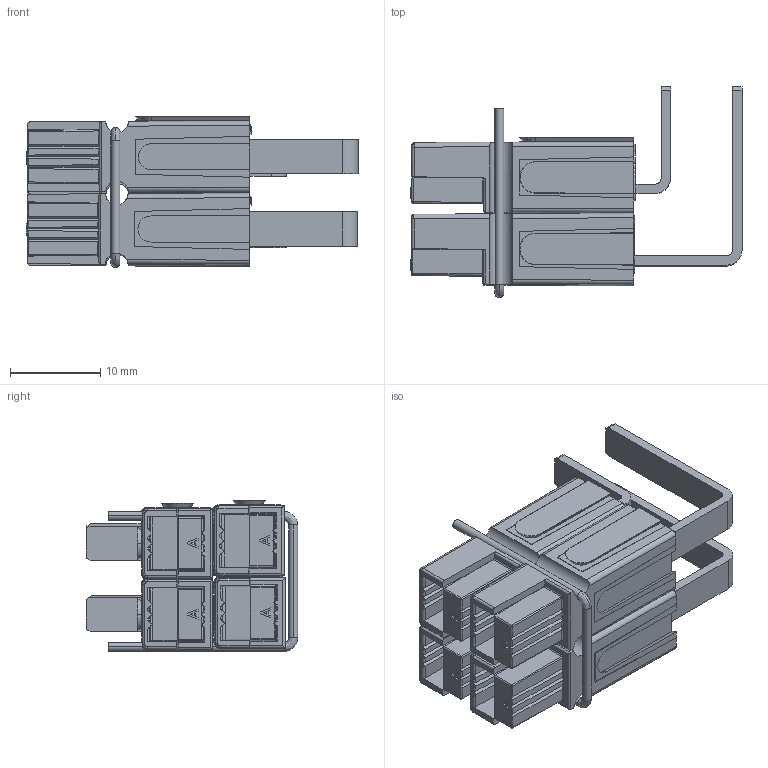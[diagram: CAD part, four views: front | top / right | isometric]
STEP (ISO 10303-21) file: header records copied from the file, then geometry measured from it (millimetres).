
FILE_DESCRIPTION(('FreeCAD Model'),'2;1');
FILE_NAME('Open CASCADE Shape Model','2022-02-14T15:36:21',(''),(''), 'Open CASCADE STEP processor 7.5','FreeCAD','Unknown');
FILE_SCHEMA(('AUTOMOTIVE_DESIGN { 1 0 10303 214 1 1 1 1 }'));
Length unit declared in the file: millimetre
Products named in the file (6): _x2PP; _14555P6; 1336G1 IN HSG; 1337G1 IN HSG; 1336G1 IN HSG001; 1337G1 IN HSG001
Assembly tree (5 placements, depth 2):
  _x2PP
    _14555P6
    1336G1 IN HSG
    1337G1 IN HSG
    1336G1 IN HSG001
    1337G1 IN HSG001
Bounding box: 36.77 x 23.43 x 16.7 mm (x, y, z)
Volume: 5175.7 mm3; surface area: 5534.3 mm2
Topology: 4 solids, 16 shells, 1390 faces, 3788 edges, 2508 vertices
Faces by surface type: plane 918, bspline 234, cylinder 188, cone 24, torus 12, sphere 8, revolution 6
Entity records: 64028 total; most frequent: CARTESIAN_POINT 22436, ORIENTED_EDGE 7472, DIRECTION 5656, EDGE_CURVE 3780, LINE 2818, VECTOR 2818, VERTEX_POINT 2508, FACE_BOUND 1488
